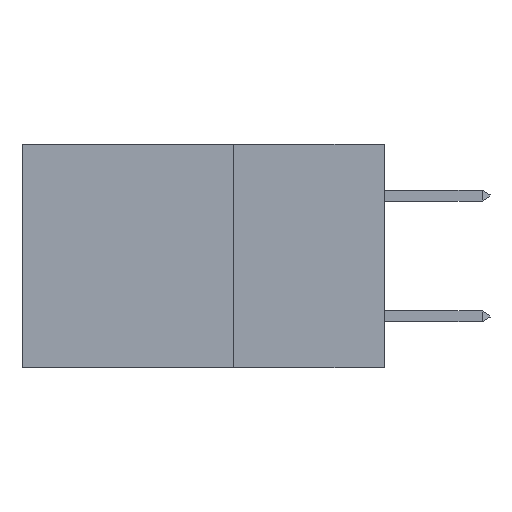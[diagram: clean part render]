
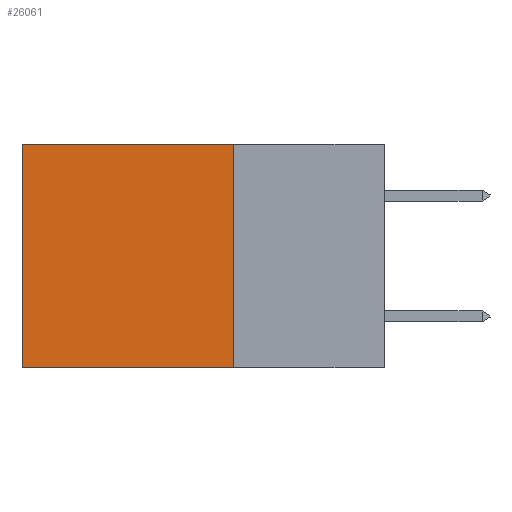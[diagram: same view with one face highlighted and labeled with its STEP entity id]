
A CAD part, left-side view. The second image highlights one B-rep face of the part: STEP entity #26061.
In plain terms, the highlighted planar face has unit normal (-1, 0, 0).
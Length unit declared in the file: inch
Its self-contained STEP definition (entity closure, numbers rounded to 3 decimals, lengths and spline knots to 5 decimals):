
#282 = DIRECTION ( 'NONE',  ( 0., 0., -1. ) ) ;
#522 = CARTESIAN_POINT ( 'NONE',  ( 0.2875, 0.25, 0. ) ) ;
#2211 = CARTESIAN_POINT ( 'NONE',  ( 0.2875, 0.25, -0.37 ) ) ;
#2683 = DIRECTION ( 'NONE',  ( 0., 0., -1. ) ) ;
#2991 = VERTEX_POINT ( 'NONE', #13131 ) ;
#5388 = PLANE ( 'NONE',  #15630 ) ;
#6850 = VECTOR ( 'NONE', #31764, 39.37008 ) ;
#6876 = CARTESIAN_POINT ( 'NONE',  ( 0.2875, 0.6, -0.37 ) ) ;
#7374 = DIRECTION ( 'NONE',  ( 0., 1., 0. ) ) ;
#7476 = ORIENTED_EDGE ( 'NONE', *, *, #22496, .F. ) ;
#9529 = LINE ( 'NONE', #522, #17045 ) ;
#10420 = ORIENTED_EDGE ( 'NONE', *, *, #29201, .T. ) ;
#10444 = VERTEX_POINT ( 'NONE', #6876 ) ;
#10947 = ORIENTED_EDGE ( 'NONE', *, *, #28452, .F. ) ;
#13131 = CARTESIAN_POINT ( 'NONE',  ( 0.2875, 0.25, -0.37 ) ) ;
#13326 = CARTESIAN_POINT ( 'NONE',  ( 0.2875, 0.6, 0. ) ) ;
#13971 = LINE ( 'NONE', #13326, #6850 ) ;
#14902 = CARTESIAN_POINT ( 'NONE',  ( 0.2875, 0.25, 0. ) ) ;
#15630 = AXIS2_PLACEMENT_3D ( 'NONE', #31920, #16361, #2683 ) ;
#16361 = DIRECTION ( 'NONE',  ( 1., 0., 0. ) ) ;
#16545 = EDGE_LOOP ( 'NONE', ( #10420, #10947, #7476, #16608 ) ) ;
#16608 = ORIENTED_EDGE ( 'NONE', *, *, #25285, .T. ) ;
#17045 = VECTOR ( 'NONE', #282, 39.37008 ) ;
#18073 = CARTESIAN_POINT ( 'NONE',  ( 0.2875, 0.25, 0. ) ) ;
#18375 = DIRECTION ( 'NONE',  ( 0., 1., 0. ) ) ;
#20617 = LINE ( 'NONE', #2211, #31390 ) ;
#20717 = VERTEX_POINT ( 'NONE', #18073 ) ;
#22491 = VERTEX_POINT ( 'NONE', #24147 ) ;
#22496 = EDGE_CURVE ( 'NONE', #20717, #2991, #9529, .T. ) ;
#24147 = CARTESIAN_POINT ( 'NONE',  ( 0.2875, 0.6, 0. ) ) ;
#24804 = FACE_OUTER_BOUND ( 'NONE', #16545, .T. ) ;
#25285 = EDGE_CURVE ( 'NONE', #20717, #22491, #29049, .T. ) ;
#26061 = ADVANCED_FACE ( 'NONE', ( #24804 ), #5388, .F. ) ;
#28161 = VECTOR ( 'NONE', #18375, 39.37008 ) ;
#28452 = EDGE_CURVE ( 'NONE', #2991, #10444, #20617, .T. ) ;
#29049 = LINE ( 'NONE', #14902, #28161 ) ;
#29201 = EDGE_CURVE ( 'NONE', #22491, #10444, #13971, .T. ) ;
#31390 = VECTOR ( 'NONE', #7374, 39.37008 ) ;
#31764 = DIRECTION ( 'NONE',  ( 0., 0., -1. ) ) ;
#31920 = CARTESIAN_POINT ( 'NONE',  ( 0.2875, 0.25, 0. ) ) ;
